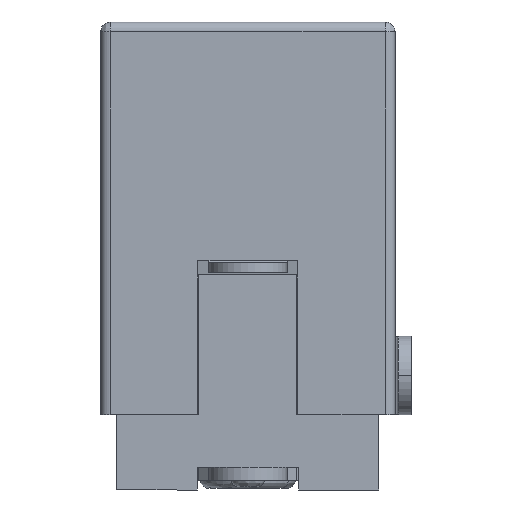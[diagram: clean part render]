
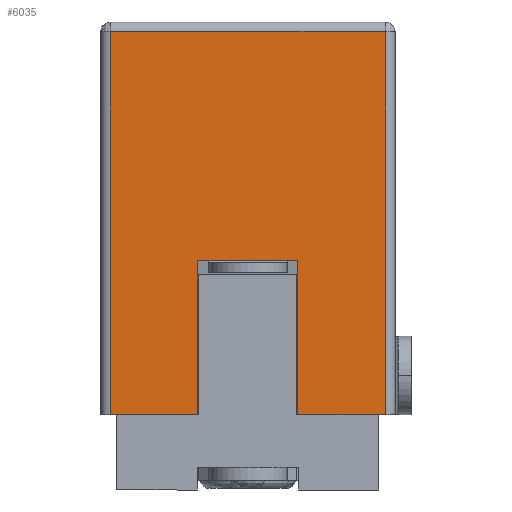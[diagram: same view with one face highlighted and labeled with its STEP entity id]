
A CAD part, front view. The second image highlights one B-rep face of the part: STEP entity #6035.
In plain terms, the highlighted planar face has unit normal (0, -1, 0).
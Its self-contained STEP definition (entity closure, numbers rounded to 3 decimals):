
#12 = VERTEX_POINT ( 'NONE', #1813 ) ;
#23 = CARTESIAN_POINT ( 'NONE',  ( -4.5, -5.5, 11.7 ) ) ;
#110 = ORIENTED_EDGE ( 'NONE', *, *, #646, .F. ) ;
#263 = VERTEX_POINT ( 'NONE', #6667 ) ;
#282 = VECTOR ( 'NONE', #1839, 1000. ) ;
#646 = EDGE_CURVE ( 'NONE', #751, #3942, #2789, .T. ) ;
#751 = VERTEX_POINT ( 'NONE', #7273 ) ;
#855 = VECTOR ( 'NONE', #6409, 1000. ) ;
#869 = DIRECTION ( 'NONE',  ( -1., 0., 0. ) ) ;
#913 = DIRECTION ( 'NONE',  ( -1., 0., 0. ) ) ;
#943 = LINE ( 'NONE', #5047, #7179 ) ;
#991 = CARTESIAN_POINT ( 'NONE',  ( 1.525, -5.5, 4.7 ) ) ;
#1098 = ORIENTED_EDGE ( 'NONE', *, *, #4302, .F. ) ;
#1189 = ORIENTED_EDGE ( 'NONE', *, *, #6110, .T. ) ;
#1341 = EDGE_CURVE ( 'NONE', #12, #5345, #5915, .T. ) ;
#1487 = EDGE_CURVE ( 'NONE', #5624, #5386, #2873, .T. ) ;
#1533 = EDGE_CURVE ( 'NONE', #7515, #5624, #7184, .T. ) ;
#1813 = CARTESIAN_POINT ( 'NONE',  ( 4.2, -5.5, 11.7 ) ) ;
#1839 = DIRECTION ( 'NONE',  ( 1., 0., 0. ) ) ;
#2275 = ORIENTED_EDGE ( 'NONE', *, *, #1341, .F. ) ;
#2394 = EDGE_LOOP ( 'NONE', ( #2275, #1098, #110, #1189, #6269, #3953, #6603, #5448 ) ) ;
#2602 = CARTESIAN_POINT ( 'NONE',  ( -4.5, -5.5, 4.7 ) ) ;
#2713 = DIRECTION ( 'NONE',  ( 1., 0., 0. ) ) ;
#2789 = LINE ( 'NONE', #7030, #2881 ) ;
#2812 = LINE ( 'NONE', #6678, #6941 ) ;
#2835 = CARTESIAN_POINT ( 'NONE',  ( 4.2, -5.5, 12. ) ) ;
#2857 = CARTESIAN_POINT ( 'NONE',  ( -1.525, -5.5, 4.7 ) ) ;
#2873 = LINE ( 'NONE', #2602, #5836 ) ;
#2881 = VECTOR ( 'NONE', #3036, 1000. ) ;
#3036 = DIRECTION ( 'NONE',  ( 0., 0., 1. ) ) ;
#3095 = EDGE_CURVE ( 'NONE', #5345, #7515, #943, .T. ) ;
#3146 = CARTESIAN_POINT ( 'NONE',  ( -4.5, -5.5, 12. ) ) ;
#3195 = DIRECTION ( 'NONE',  ( -1., 0., 0. ) ) ;
#3215 = CARTESIAN_POINT ( 'NONE',  ( -1.525, -5.5, 12. ) ) ;
#3542 = VECTOR ( 'NONE', #5246, 1000. ) ;
#3689 = CARTESIAN_POINT ( 'NONE',  ( -4.2, -5.5, 11.7 ) ) ;
#3942 = VERTEX_POINT ( 'NONE', #3689 ) ;
#3953 = ORIENTED_EDGE ( 'NONE', *, *, #1487, .F. ) ;
#4008 = CARTESIAN_POINT ( 'NONE',  ( 1.525, -5.5, 12. ) ) ;
#4302 = EDGE_CURVE ( 'NONE', #3942, #12, #6251, .T. ) ;
#4316 = DIRECTION ( 'NONE',  ( 0., 1., 0. ) ) ;
#4370 = EDGE_CURVE ( 'NONE', #5386, #263, #4786, .T. ) ;
#4786 = LINE ( 'NONE', #3215, #5794 ) ;
#4874 = CARTESIAN_POINT ( 'NONE',  ( 1.525, -5.5, 0. ) ) ;
#5047 = CARTESIAN_POINT ( 'NONE',  ( -4.5, -5.5, 0. ) ) ;
#5125 = FACE_OUTER_BOUND ( 'NONE', #2394, .T. ) ;
#5246 = DIRECTION ( 'NONE',  ( 0., 0., -1. ) ) ;
#5345 = VERTEX_POINT ( 'NONE', #7580 ) ;
#5386 = VERTEX_POINT ( 'NONE', #2857 ) ;
#5448 = ORIENTED_EDGE ( 'NONE', *, *, #3095, .F. ) ;
#5592 = DIRECTION ( 'NONE',  ( 0., 0., -1. ) ) ;
#5624 = VERTEX_POINT ( 'NONE', #991 ) ;
#5794 = VECTOR ( 'NONE', #5592, 1000. ) ;
#5836 = VECTOR ( 'NONE', #869, 1000. ) ;
#5915 = LINE ( 'NONE', #2835, #3542 ) ;
#6035 = ADVANCED_FACE ( 'NONE', ( #5125 ), #6703, .F. ) ;
#6110 = EDGE_CURVE ( 'NONE', #751, #263, #2812, .T. ) ;
#6251 = LINE ( 'NONE', #23, #282 ) ;
#6269 = ORIENTED_EDGE ( 'NONE', *, *, #4370, .F. ) ;
#6409 = DIRECTION ( 'NONE',  ( 0., 0., 1. ) ) ;
#6438 = AXIS2_PLACEMENT_3D ( 'NONE', #3146, #4316, #3195 ) ;
#6603 = ORIENTED_EDGE ( 'NONE', *, *, #1533, .F. ) ;
#6667 = CARTESIAN_POINT ( 'NONE',  ( -1.525, -5.5, 0. ) ) ;
#6678 = CARTESIAN_POINT ( 'NONE',  ( -4.5, -5.5, 0. ) ) ;
#6703 = PLANE ( 'NONE',  #6438 ) ;
#6941 = VECTOR ( 'NONE', #2713, 1000. ) ;
#7030 = CARTESIAN_POINT ( 'NONE',  ( -4.2, -5.5, 12. ) ) ;
#7179 = VECTOR ( 'NONE', #913, 1000. ) ;
#7184 = LINE ( 'NONE', #4008, #855 ) ;
#7273 = CARTESIAN_POINT ( 'NONE',  ( -4.2, -5.5, 0. ) ) ;
#7515 = VERTEX_POINT ( 'NONE', #4874 ) ;
#7580 = CARTESIAN_POINT ( 'NONE',  ( 4.2, -5.5, 0. ) ) ;
